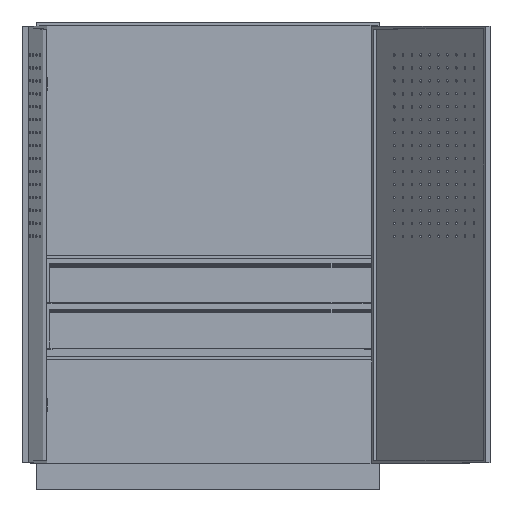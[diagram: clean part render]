
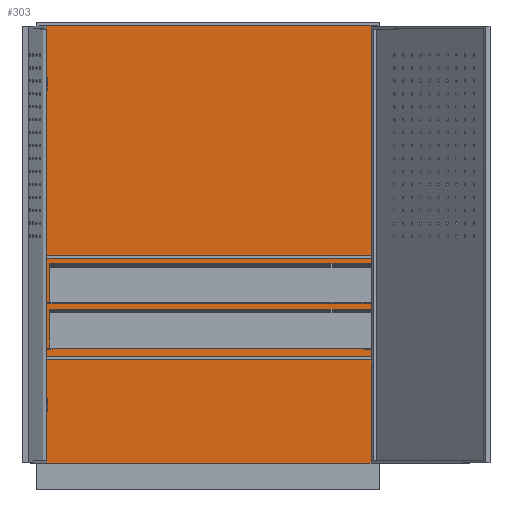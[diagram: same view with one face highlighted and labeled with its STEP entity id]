
A CAD part, top view. The second image highlights one B-rep face of the part: STEP entity #303.
In plain terms, the highlighted free-form (B-spline) face has degree [1, 1] with [2, 2] control points.
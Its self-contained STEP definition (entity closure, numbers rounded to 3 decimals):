
#203 = VERTEX_POINT('',#204);
#204 = CARTESIAN_POINT('',(-1015.388,-1068.296,
    -354.281));
#209 = EDGE_CURVE('',#210,#203,#212,.T.);
#210 = VERTEX_POINT('',#211);
#211 = CARTESIAN_POINT('',(-1015.388,791.161,
    -354.281));
#212 = B_SPLINE_CURVE_WITH_KNOTS('',1,(#213,#214),.UNSPECIFIED.,.F.,.F.,
  (2,2),(-1789.,-11.),.PIECEWISE_BEZIER_KNOTS.);
#213 = CARTESIAN_POINT('',(-1015.388,791.161,
    -354.281));
#214 = CARTESIAN_POINT('',(-1015.388,-1068.296,
    -354.281));
#231 = EDGE_CURVE('',#232,#210,#234,.T.);
#232 = VERTEX_POINT('',#233);
#233 = CARTESIAN_POINT('',(347.308,791.161,-354.281
    ));
#234 = B_SPLINE_CURVE_WITH_KNOTS('',1,(#235,#236),.UNSPECIFIED.,.F.,.F.,
  (2,2),(-1314.,-11.),.PIECEWISE_BEZIER_KNOTS.);
#235 = CARTESIAN_POINT('',(347.308,791.161,-354.281
    ));
#236 = CARTESIAN_POINT('',(-1015.388,791.161,
    -354.281));
#267 = EDGE_CURVE('',#268,#232,#270,.T.);
#268 = VERTEX_POINT('',#269);
#269 = CARTESIAN_POINT('',(347.308,-1068.296,
    -354.281));
#270 = B_SPLINE_CURVE_WITH_KNOTS('',1,(#271,#272),.UNSPECIFIED.,.F.,.F.,
  (2,2),(11.,1789.),.PIECEWISE_BEZIER_KNOTS.);
#271 = CARTESIAN_POINT('',(347.308,-1068.296,
    -354.281));
#272 = CARTESIAN_POINT('',(347.308,791.161,-354.281
    ));
#294 = EDGE_CURVE('',#203,#268,#295,.T.);
#295 = B_SPLINE_CURVE_WITH_KNOTS('',1,(#296,#297),.UNSPECIFIED.,.F.,.F.,
  (2,2),(11.,1314.),.PIECEWISE_BEZIER_KNOTS.);
#296 = CARTESIAN_POINT('',(-1015.388,-1068.296,
    -354.281));
#297 = CARTESIAN_POINT('',(347.308,-1068.296,
    -354.281));
#303 = ADVANCED_FACE('',(#304),#310,.F.);
#304 = FACE_BOUND('',#305,.T.);
#305 = EDGE_LOOP('',(#306,#307,#308,#309));
#306 = ORIENTED_EDGE('',*,*,#209,.T.);
#307 = ORIENTED_EDGE('',*,*,#294,.T.);
#308 = ORIENTED_EDGE('',*,*,#267,.T.);
#309 = ORIENTED_EDGE('',*,*,#231,.T.);
#310 = B_SPLINE_SURFACE_WITH_KNOTS('',1,1,(
    (#311,#312)
    ,(#313,#314
    )),.UNSPECIFIED.,.F.,.F.,.F.,(2,2),(2,2),(-1314.,-11.),(11.,
    1789.),.PIECEWISE_BEZIER_KNOTS.);
#311 = CARTESIAN_POINT('',(347.308,-1068.296,
    -354.281));
#312 = CARTESIAN_POINT('',(347.308,791.161,-354.281
    ));
#313 = CARTESIAN_POINT('',(-1015.388,-1068.296,
    -354.281));
#314 = CARTESIAN_POINT('',(-1015.388,791.161,
    -354.281));
